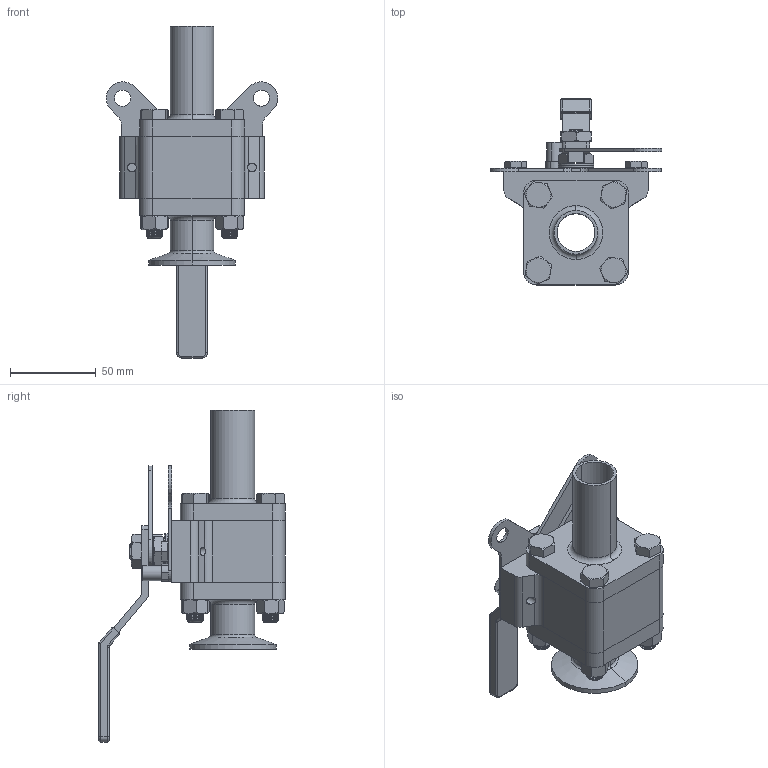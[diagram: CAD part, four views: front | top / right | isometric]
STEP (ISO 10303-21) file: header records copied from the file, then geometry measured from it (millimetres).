
FILE_DESCRIPTION (( 'STEP AP214' ), '1' );
FILE_NAME ('HP-DS-0100.STEP', '2018-12-07T19:24:19', ( '' ), ( '' ), 'SwSTEP 2.0', 'SolidWorks 2018', '' );
FILE_SCHEMA (( 'AUTOMOTIVE_DESIGN' ));
Length unit declared in the file: inch
Products named in the file (1): HP-DS-0100
Bounding box: 99.79 x 108.5 x 193.4 mm (x, y, z)
Surface area: 79055.5 mm2 (no closed solid volume)
Topology: 0 solids, 29 shells, 742 faces, 2428 edges, 1702 vertices
Faces by surface type: cylinder 431, plane 164, cone 111, torus 20, bspline 14, sphere 2
Entity records: 66952 total; most frequent: CARTESIAN_POINT 39023, ORIENTED_EDGE 4286, DIRECTION 3120, EDGE_CURVE 2426, VERTEX_POINT 1702, AXIS2_PLACEMENT_3D 1142, LINE 836, VECTOR 836
